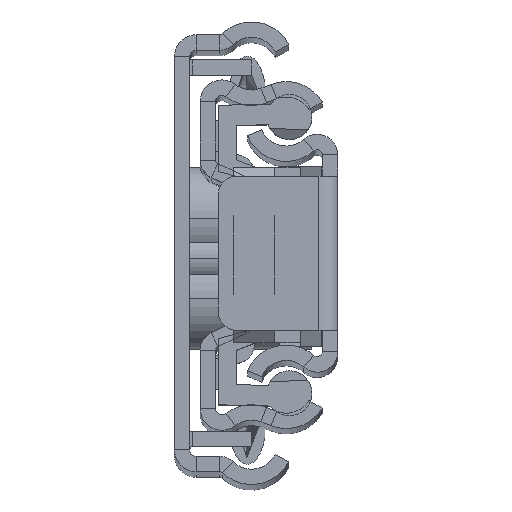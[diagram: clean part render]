
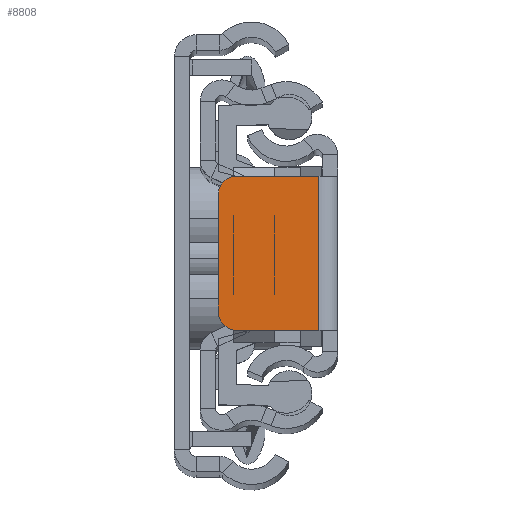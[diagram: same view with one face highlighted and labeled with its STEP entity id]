
A CAD part, top view. The second image highlights one B-rep face of the part: STEP entity #8808.
In plain terms, the highlighted planar face has unit normal (0, 0, 1).
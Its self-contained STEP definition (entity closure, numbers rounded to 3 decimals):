
#278 = EDGE_CURVE ( 'NONE', #18260, #11410, #18126, .T. ) ;
#310 = CARTESIAN_POINT ( 'NONE',  ( -9.3, -4.5, 0. ) ) ;
#756 = VERTEX_POINT ( 'NONE', #16819 ) ;
#801 = CARTESIAN_POINT ( 'NONE',  ( -7.8, 4.5, 0. ) ) ;
#1163 = VERTEX_POINT ( 'NONE', #4865 ) ;
#1491 = AXIS2_PLACEMENT_3D ( 'NONE', #11963, #4093, #13257 ) ;
#2116 = DIRECTION ( 'NONE',  ( 0., 0., -1. ) ) ;
#2750 = DIRECTION ( 'NONE',  ( 1., 0., 0. ) ) ;
#3238 = DIRECTION ( 'NONE',  ( 0., -1., 0. ) ) ;
#3338 = DIRECTION ( 'NONE',  ( 0., -1., 0. ) ) ;
#3667 = EDGE_CURVE ( 'NONE', #1163, #9996, #16356, .T. ) ;
#3758 = ORIENTED_EDGE ( 'NONE', *, *, #3787, .F. ) ;
#3787 = EDGE_CURVE ( 'NONE', #756, #9996, #4914, .T. ) ;
#4093 = DIRECTION ( 'NONE',  ( 0., 0., 1. ) ) ;
#4118 = CARTESIAN_POINT ( 'NONE',  ( 0., -6., 0. ) ) ;
#4269 = EDGE_CURVE ( 'NONE', #11858, #18260, #10922, .T. ) ;
#4679 = ORIENTED_EDGE ( 'NONE', *, *, #6069, .T. ) ;
#4865 = CARTESIAN_POINT ( 'NONE',  ( -7.8, -6., 0. ) ) ;
#4914 = LINE ( 'NONE', #12489, #9745 ) ;
#4995 = ORIENTED_EDGE ( 'NONE', *, *, #15085, .T. ) ;
#6069 = EDGE_CURVE ( 'NONE', #11410, #1163, #8463, .T. ) ;
#6421 = ORIENTED_EDGE ( 'NONE', *, *, #4269, .T. ) ;
#6611 = LINE ( 'NONE', #11288, #16490 ) ;
#8103 = CARTESIAN_POINT ( 'NONE',  ( -7.8, 6., 0. ) ) ;
#8441 = CARTESIAN_POINT ( 'NONE',  ( -1.45, -6., 0. ) ) ;
#8463 = CIRCLE ( 'NONE', #1491, 1.5 ) ;
#8808 = ADVANCED_FACE ( 'NONE', ( #12848 ), #18992, .F. ) ;
#9234 = EDGE_LOOP ( 'NONE', ( #19049, #4679, #9496, #3758, #4995, #6421 ) ) ;
#9496 = ORIENTED_EDGE ( 'NONE', *, *, #3667, .T. ) ;
#9745 = VECTOR ( 'NONE', #3338, 1000. ) ;
#9996 = VERTEX_POINT ( 'NONE', #8441 ) ;
#10783 = AXIS2_PLACEMENT_3D ( 'NONE', #11547, #2116, #12939 ) ;
#10922 = CIRCLE ( 'NONE', #14719, 1.5 ) ;
#11149 = DIRECTION ( 'NONE',  ( -1., 0., 0. ) ) ;
#11288 = CARTESIAN_POINT ( 'NONE',  ( 0., 6., 0. ) ) ;
#11349 = DIRECTION ( 'NONE',  ( 0., 0., 1. ) ) ;
#11410 = VERTEX_POINT ( 'NONE', #310 ) ;
#11547 = CARTESIAN_POINT ( 'NONE',  ( 0., 0., 0. ) ) ;
#11779 = VECTOR ( 'NONE', #3238, 1000. ) ;
#11848 = CARTESIAN_POINT ( 'NONE',  ( -9.3, 4.5, 0. ) ) ;
#11858 = VERTEX_POINT ( 'NONE', #8103 ) ;
#11963 = CARTESIAN_POINT ( 'NONE',  ( -7.8, -4.5, 0. ) ) ;
#12489 = CARTESIAN_POINT ( 'NONE',  ( -1.45, -6., 0. ) ) ;
#12684 = DIRECTION ( 'NONE',  ( -1., 0., 0. ) ) ;
#12848 = FACE_OUTER_BOUND ( 'NONE', #9234, .T. ) ;
#12939 = DIRECTION ( 'NONE',  ( -1., 0., 0. ) ) ;
#13257 = DIRECTION ( 'NONE',  ( -1., 0., 0. ) ) ;
#14719 = AXIS2_PLACEMENT_3D ( 'NONE', #801, #11349, #11149 ) ;
#15085 = EDGE_CURVE ( 'NONE', #756, #11858, #6611, .T. ) ;
#16356 = LINE ( 'NONE', #4118, #16724 ) ;
#16490 = VECTOR ( 'NONE', #12684, 1000. ) ;
#16542 = CARTESIAN_POINT ( 'NONE',  ( -9.3, 0., 0. ) ) ;
#16724 = VECTOR ( 'NONE', #2750, 1000. ) ;
#16819 = CARTESIAN_POINT ( 'NONE',  ( -1.45, 6., 0. ) ) ;
#18126 = LINE ( 'NONE', #16542, #11779 ) ;
#18260 = VERTEX_POINT ( 'NONE', #11848 ) ;
#18992 = PLANE ( 'NONE',  #10783 ) ;
#19049 = ORIENTED_EDGE ( 'NONE', *, *, #278, .T. ) ;
